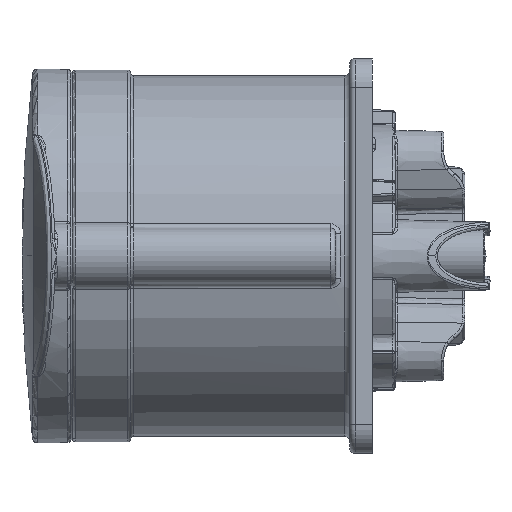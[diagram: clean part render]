
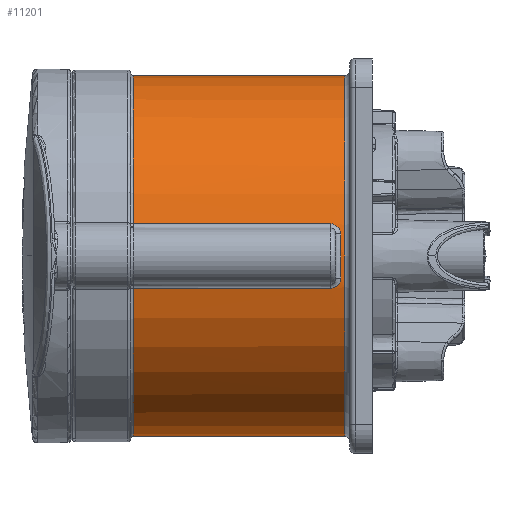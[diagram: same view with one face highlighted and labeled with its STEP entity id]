
A CAD part, front view. The second image highlights one B-rep face of the part: STEP entity #11201.
In plain terms, the highlighted cylindrical face has radius 34.25 mm (diameter 68.5 mm), a partial arc.
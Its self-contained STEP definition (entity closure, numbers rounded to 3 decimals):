
#131 = CARTESIAN_POINT ( 'NONE',  ( 50.794, -33.877, -5.045 ) ) ;
#855 = CARTESIAN_POINT ( 'NONE',  ( 50.946, -33.928, 4.695 ) ) ;
#2659 = EDGE_CURVE ( 'NONE', #11412, #12538, #18839, .T. ) ;
#2674 = DIRECTION ( 'NONE',  ( -1., 0., 0. ) ) ;
#4460 = VERTEX_POINT ( 'NONE', #26363 ) ;
#5421 = AXIS2_PLACEMENT_3D ( 'NONE', #30234, #68926, #35836 ) ;
#5804 = CARTESIAN_POINT ( 'NONE',  ( 50.585, -33.827, -5.367 ) ) ;
#5886 = DIRECTION ( 'NONE',  ( 1., 0., 0. ) ) ;
#6024 = LINE ( 'NONE', #16085, #34297 ) ;
#6108 = VERTEX_POINT ( 'NONE', #8803 ) ;
#6512 = CARTESIAN_POINT ( 'NONE',  ( 51., -33.994, 4.178 ) ) ;
#6797 = ORIENTED_EDGE ( 'NONE', *, *, #11388, .T. ) ;
#7808 = DIRECTION ( 'NONE',  ( -1., 0., 0. ) ) ;
#8112 = CARTESIAN_POINT ( 'NONE',  ( 310.771, -33.7, 6.114 ) ) ;
#8511 = ORIENTED_EDGE ( 'NONE', *, *, #19067, .T. ) ;
#8803 = CARTESIAN_POINT ( 'NONE',  ( 51., -33.994, -4.178 ) ) ;
#9789 = VECTOR ( 'NONE', #2674, 1000. ) ;
#10917 = CARTESIAN_POINT ( 'NONE',  ( 310.771, 0., 34.25 ) ) ;
#11201 = ADVANCED_FACE ( 'NONE', ( #68636 ), #24364, .T. ) ;
#11388 = EDGE_CURVE ( 'NONE', #17862, #58636, #35845, .T. ) ;
#11412 = VERTEX_POINT ( 'NONE', #56900 ) ;
#11486 = CARTESIAN_POINT ( 'NONE',  ( 50.222, -33.767, -5.732 ) ) ;
#11974 = CARTESIAN_POINT ( 'NONE',  ( 49., -33.7, 6.114 ) ) ;
#12538 = VERTEX_POINT ( 'NONE', #32375 ) ;
#13165 = EDGE_CURVE ( 'NONE', #6108, #17270, #28757, .T. ) ;
#13502 = CARTESIAN_POINT ( 'NONE',  ( 310.771, 0., 0. ) ) ;
#14048 = LINE ( 'NONE', #60416, #56817 ) ;
#14721 = DIRECTION ( 'NONE',  ( -1., 0., 0. ) ) ;
#16085 = CARTESIAN_POINT ( 'NONE',  ( 310.771, 0., -34.25 ) ) ;
#17182 = CARTESIAN_POINT ( 'NONE',  ( 49.521, -33.709, -6.064 ) ) ;
#17270 = VERTEX_POINT ( 'NONE', #58815 ) ;
#17658 = CARTESIAN_POINT ( 'NONE',  ( 49.638, -33.717, 6.017 ) ) ;
#17862 = VERTEX_POINT ( 'NONE', #34293 ) ;
#18397 = EDGE_LOOP ( 'NONE', ( #28487, #38065, #45867, #8511, #57599, #6797, #29845, #23648, #31670, #49206 ) ) ;
#18839 = LINE ( 'NONE', #10917, #20582 ) ;
#19067 = EDGE_CURVE ( 'NONE', #12538, #24997, #49090, .T. ) ;
#19193 = DIRECTION ( 'NONE',  ( 0., 0., 1. ) ) ;
#19271 = CIRCLE ( 'NONE', #60390, 34.25 ) ;
#20151 = CARTESIAN_POINT ( 'NONE',  ( 11.6, 0., 0. ) ) ;
#20582 = VECTOR ( 'NONE', #14721, 1000. ) ;
#21752 = CARTESIAN_POINT ( 'NONE',  ( 51., 0., 0. ) ) ;
#22340 = CARTESIAN_POINT ( 'NONE',  ( 11.6, -33.7, 6.114 ) ) ;
#22637 = CARTESIAN_POINT ( 'NONE',  ( 51., -33.994, -4.178 ) ) ;
#22884 = CARTESIAN_POINT ( 'NONE',  ( 49., -33.7, -6.114 ) ) ;
#23352 = CARTESIAN_POINT ( 'NONE',  ( 49.993, -33.744, 5.864 ) ) ;
#23648 = ORIENTED_EDGE ( 'NONE', *, *, #13165, .T. ) ;
#24364 = CYLINDRICAL_SURFACE ( 'NONE', #40729, 34.25 ) ;
#24913 = LINE ( 'NONE', #8112, #9789 ) ;
#24935 = CARTESIAN_POINT ( 'NONE',  ( 11.6, 0., -34.25 ) ) ;
#24997 = VERTEX_POINT ( 'NONE', #22340 ) ;
#25070 = CIRCLE ( 'NONE', #47155, 34.25 ) ;
#25874 = DIRECTION ( 'NONE',  ( 0., 0., -1. ) ) ;
#26363 = CARTESIAN_POINT ( 'NONE',  ( 51.7, 0., -34.25 ) ) ;
#27428 = EDGE_CURVE ( 'NONE', #17862, #24997, #24913, .T. ) ;
#27485 = DIRECTION ( 'NONE',  ( 0., 0., -1. ) ) ;
#27497 = DIRECTION ( 'NONE',  ( -1., 0., 0. ) ) ;
#28354 = CARTESIAN_POINT ( 'NONE',  ( 50.987, -33.962, -4.435 ) ) ;
#28487 = ORIENTED_EDGE ( 'NONE', *, *, #63722, .F. ) ;
#28757 = B_SPLINE_CURVE_WITH_KNOTS ( 'NONE', 3,
 ( #22637, #55960, #28354, #67084, #33970, #131, #39580, #5804, #45137, #11486, #50650, #17182, #56201, #22884 ),
 .UNSPECIFIED., .F., .F.,
 ( 4, 2, 2, 2, 2, 2, 4 ),
 ( 0., 0., 0.001, 0.001, 0.002, 0.002, 0.003 ),
 .UNSPECIFIED. ) ;
#29065 = CARTESIAN_POINT ( 'NONE',  ( 50.313, -33.782, 5.644 ) ) ;
#29845 = ORIENTED_EDGE ( 'NONE', *, *, #68170, .T. ) ;
#30234 = CARTESIAN_POINT ( 'NONE',  ( 51.7, 0., 0. ) ) ;
#31670 = ORIENTED_EDGE ( 'NONE', *, *, #61818, .T. ) ;
#32375 = CARTESIAN_POINT ( 'NONE',  ( 11.6, 0., 34.25 ) ) ;
#33970 = CARTESIAN_POINT ( 'NONE',  ( 50.896, -33.911, -4.809 ) ) ;
#34293 = CARTESIAN_POINT ( 'NONE',  ( 49., -33.7, 6.114 ) ) ;
#34297 = VECTOR ( 'NONE', #27497, 1000. ) ;
#34683 = CARTESIAN_POINT ( 'NONE',  ( 50.743, -33.859, 5.163 ) ) ;
#35800 = EDGE_CURVE ( 'NONE', #4460, #11412, #47657, .T. ) ;
#35836 = DIRECTION ( 'NONE',  ( 0., 0., -1. ) ) ;
#35845 = B_SPLINE_CURVE_WITH_KNOTS ( 'NONE', 3,
 ( #11974, #61996, #56415, #51115, #17658, #56658, #23352, #62233, #29065, #67784, #34683, #855, #40283, #6512 ),
 .UNSPECIFIED., .F., .F.,
 ( 4, 2, 2, 2, 2, 2, 4 ),
 ( 0., 0., 0.001, 0.001, 0.002, 0.002, 0.003 ),
 .UNSPECIFIED. ) ;
#37548 = VERTEX_POINT ( 'NONE', #53116 ) ;
#38065 = ORIENTED_EDGE ( 'NONE', *, *, #35800, .T. ) ;
#39580 = CARTESIAN_POINT ( 'NONE',  ( 50.732, -33.86, -5.157 ) ) ;
#39657 = CARTESIAN_POINT ( 'NONE',  ( 11.6, 0., 0. ) ) ;
#40283 = CARTESIAN_POINT ( 'NONE',  ( 51., -33.962, 4.437 ) ) ;
#40729 = AXIS2_PLACEMENT_3D ( 'NONE', #13502, #7808, #19193 ) ;
#45137 = CARTESIAN_POINT ( 'NONE',  ( 50.5, -33.811, -5.466 ) ) ;
#45215 = DIRECTION ( 'NONE',  ( 0., 0., -1. ) ) ;
#45867 = ORIENTED_EDGE ( 'NONE', *, *, #2659, .T. ) ;
#47155 = AXIS2_PLACEMENT_3D ( 'NONE', #20151, #59093, #25874 ) ;
#47657 = CIRCLE ( 'NONE', #5421, 34.25 ) ;
#48816 = EDGE_CURVE ( 'NONE', #37548, #54388, #25070, .T. ) ;
#49090 = CIRCLE ( 'NONE', #71899, 34.25 ) ;
#49206 = ORIENTED_EDGE ( 'NONE', *, *, #48816, .T. ) ;
#50308 = CARTESIAN_POINT ( 'NONE',  ( 51., -33.994, 4.178 ) ) ;
#50650 = CARTESIAN_POINT ( 'NONE',  ( 49.999, -33.743, -5.874 ) ) ;
#51115 = CARTESIAN_POINT ( 'NONE',  ( 49.512, -33.711, 6.053 ) ) ;
#53116 = CARTESIAN_POINT ( 'NONE',  ( 11.6, -33.7, -6.114 ) ) ;
#54388 = VERTEX_POINT ( 'NONE', #24935 ) ;
#55960 = CARTESIAN_POINT ( 'NONE',  ( 51., -33.978, -4.308 ) ) ;
#56201 = CARTESIAN_POINT ( 'NONE',  ( 49.261, -33.7, -6.114 ) ) ;
#56415 = CARTESIAN_POINT ( 'NONE',  ( 49.259, -33.702, 6.101 ) ) ;
#56658 = CARTESIAN_POINT ( 'NONE',  ( 49.879, -33.734, 5.922 ) ) ;
#56817 = VECTOR ( 'NONE', #65974, 1000. ) ;
#56900 = CARTESIAN_POINT ( 'NONE',  ( 51.7, 0., 34.25 ) ) ;
#57599 = ORIENTED_EDGE ( 'NONE', *, *, #27428, .F. ) ;
#58636 = VERTEX_POINT ( 'NONE', #50308 ) ;
#58815 = CARTESIAN_POINT ( 'NONE',  ( 49., -33.7, -6.114 ) ) ;
#59093 = DIRECTION ( 'NONE',  ( 1., 0., 0. ) ) ;
#60390 = AXIS2_PLACEMENT_3D ( 'NONE', #21752, #60663, #27485 ) ;
#60416 = CARTESIAN_POINT ( 'NONE',  ( 310.771, -33.7, -6.114 ) ) ;
#60663 = DIRECTION ( 'NONE',  ( 1., 0., 0. ) ) ;
#61818 = EDGE_CURVE ( 'NONE', #17270, #37548, #14048, .T. ) ;
#61996 = CARTESIAN_POINT ( 'NONE',  ( 49.131, -33.7, 6.114 ) ) ;
#62233 = CARTESIAN_POINT ( 'NONE',  ( 50.21, -33.768, 5.725 ) ) ;
#63722 = EDGE_CURVE ( 'NONE', #4460, #54388, #6024, .T. ) ;
#65974 = DIRECTION ( 'NONE',  ( -1., 0., 0. ) ) ;
#67084 = CARTESIAN_POINT ( 'NONE',  ( 50.935, -33.928, -4.685 ) ) ;
#67784 = CARTESIAN_POINT ( 'NONE',  ( 50.592, -33.825, 5.379 ) ) ;
#68170 = EDGE_CURVE ( 'NONE', #58636, #6108, #19271, .T. ) ;
#68636 = FACE_OUTER_BOUND ( 'NONE', #18397, .T. ) ;
#68926 = DIRECTION ( 'NONE',  ( -1., 0., 0. ) ) ;
#71899 = AXIS2_PLACEMENT_3D ( 'NONE', #39657, #5886, #45215 ) ;
